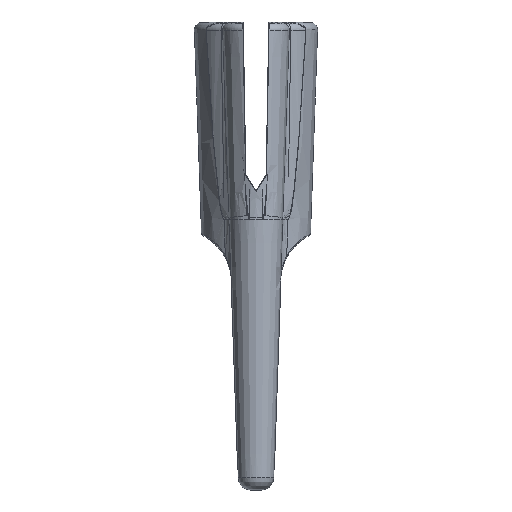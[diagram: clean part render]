
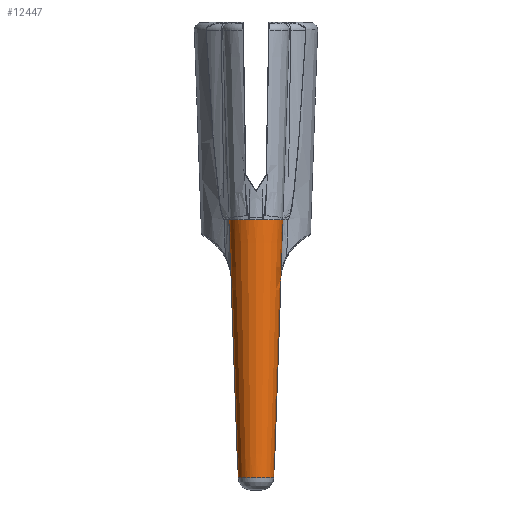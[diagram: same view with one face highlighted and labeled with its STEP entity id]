
A CAD part, left-side view. The second image highlights one B-rep face of the part: STEP entity #12447.
In plain terms, the highlighted conical face has half-angle 2 degrees and reference radius 4.064 mm.
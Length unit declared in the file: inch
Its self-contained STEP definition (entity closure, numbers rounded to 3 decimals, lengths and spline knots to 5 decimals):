
#835=LINE('',#24959,#1299);
#1015=LINE('',#34228,#1479);
#1031=LINE('',#37186,#1495);
#1032=LINE('',#37218,#1496);
#1299=VECTOR('',#14083,39.37008);
#1479=VECTOR('',#14593,39.37008);
#1495=VECTOR('',#14767,39.37008);
#1496=VECTOR('',#14768,39.37008);
#2326=FACE_OUTER_BOUND('',#3076,.T.);
#3076=EDGE_LOOP('',(#10733,#10734,#10735,#10736,#10737,#10738,#10739,#10740,
#10741,#10742));
#3784=B_SPLINE_CURVE_WITH_KNOTS('',3,(#25998,#25999,#26000,#26001,#26002,
#26003,#26004,#26005,#26006,#26007,#26008,#26009,#26010,#26011,#26012,#26013,
#26014,#26015,#26016,#26017,#26018,#26019,#26020,#26021,#26022,#26023,#26024,
#26025,#26026,#26027,#26028,#26029),.UNSPECIFIED.,.F.,.F.,(4,2,2,2,2,2,
2,2,2,2,2,2,2,2,2,4),(0.,0.02913,0.03385,
0.03575,0.03625,0.03652,0.03669,
0.0367,0.0367,0.03671,0.03688,
0.03714,0.03776,0.03953,0.04416,
0.07053),.UNSPECIFIED.);
#4095=B_SPLINE_CURVE_WITH_KNOTS('',3,(#37188,#37189,#37190,#37191,#37192,
#37193,#37194,#37195,#37196,#37197,#37198,#37199,#37200,#37201,#37202,#37203,
#37204,#37205,#37206,#37207,#37208,#37209,#37210,#37211,#37212,#37213,#37214,
#37215,#37216,#37217),.UNSPECIFIED.,.F.,.F.,(4,2,2,2,2,2,2,2,2,2,2,2,2,
2,4),(0.,0.02662,0.03123,0.03286,
0.03355,0.03381,0.03399,0.034,
0.03402,0.03411,0.03433,0.03468,
0.03663,0.0409,0.0868),.UNSPECIFIED.);
#4421=CIRCLE('',#12910,0.12863);
#4424=CIRCLE('',#12919,0.12863);
#4547=CIRCLE('',#13199,0.12863);
#4562=CIRCLE('',#13230,0.08526);
#4995=VERTEX_POINT('',#21801);
#5002=VERTEX_POINT('',#21843);
#5026=VERTEX_POINT('',#22029);
#5140=VERTEX_POINT('',#24956);
#5141=VERTEX_POINT('',#24958);
#5233=VERTEX_POINT('',#25997);
#5547=VERTEX_POINT('',#36310);
#5584=VERTEX_POINT('',#37183);
#5585=VERTEX_POINT('',#37185);
#5586=VERTEX_POINT('',#37187);
#6439=EDGE_CURVE('',#5002,#4995,#4421,.T.);
#6459=EDGE_CURVE('',#4995,#5026,#4424,.T.);
#6647=EDGE_CURVE('',#5141,#5140,#835,.T.);
#6746=EDGE_CURVE('',#5233,#5141,#3784,.T.);
#7170=EDGE_CURVE('',#5026,#5233,#1015,.T.);
#7297=EDGE_CURVE('',#5547,#5002,#4547,.T.);
#7362=EDGE_CURVE('',#5140,#5584,#4562,.T.);
#7363=EDGE_CURVE('',#5585,#5584,#1031,.T.);
#7364=EDGE_CURVE('',#5585,#5586,#4095,.T.);
#7365=EDGE_CURVE('',#5547,#5586,#1032,.T.);
#10733=ORIENTED_EDGE('',*,*,#7297,.T.);
#10734=ORIENTED_EDGE('',*,*,#6439,.T.);
#10735=ORIENTED_EDGE('',*,*,#6459,.T.);
#10736=ORIENTED_EDGE('',*,*,#7170,.T.);
#10737=ORIENTED_EDGE('',*,*,#6746,.T.);
#10738=ORIENTED_EDGE('',*,*,#6647,.T.);
#10739=ORIENTED_EDGE('',*,*,#7362,.T.);
#10740=ORIENTED_EDGE('',*,*,#7363,.F.);
#10741=ORIENTED_EDGE('',*,*,#7364,.T.);
#10742=ORIENTED_EDGE('',*,*,#7365,.F.);
#11911=CONICAL_SURFACE('',#13229,0.15999,0.035);
#12447=ADVANCED_FACE('',(#2326),#11911,.T.);
#12910=AXIS2_PLACEMENT_3D('',#21912,#13903,#13904);
#12919=AXIS2_PLACEMENT_3D('',#22040,#13927,#13928);
#13199=AXIS2_PLACEMENT_3D('',#36432,#14699,#14700);
#13229=AXIS2_PLACEMENT_3D('',#37182,#14763,#14764);
#13230=AXIS2_PLACEMENT_3D('',#37184,#14765,#14766);
#13903=DIRECTION('center_axis',(0.,0.,-1.));
#13904=DIRECTION('ref_axis',(1.,0.,0.));
#13927=DIRECTION('center_axis',(0.,0.,-1.));
#13928=DIRECTION('ref_axis',(1.,0.,0.));
#14083=DIRECTION('',(0.,-0.035,-0.999));
#14593=DIRECTION('',(0.,-0.035,-0.999));
#14699=DIRECTION('center_axis',(0.,0.,-1.));
#14700=DIRECTION('ref_axis',(1.,0.,0.));
#14763=DIRECTION('center_axis',(0.,0.,1.));
#14764=DIRECTION('ref_axis',(-1.,0.,0.));
#14765=DIRECTION('center_axis',(0.,0.,
1.));
#14766=DIRECTION('ref_axis',(1.,0.,0.));
#14767=DIRECTION('',(0.,0.035,-0.999));
#14768=DIRECTION('',(0.,0.035,-0.999));
#21801=CARTESIAN_POINT('',(-0.37493,0.03065,1.25));
#21843=CARTESIAN_POINT('',(-0.37493,-0.03065,1.25));
#21912=CARTESIAN_POINT('Origin',(-0.25,0.,1.25));
#22029=CARTESIAN_POINT('',(-0.25,0.12863,1.25));
#22040=CARTESIAN_POINT('Origin',(-0.25,0.,1.25));
#24956=CARTESIAN_POINT('',(-0.25,0.08526,0.00791));
#24958=CARTESIAN_POINT('',(-0.25,0.11813,0.94931));
#24959=CARTESIAN_POINT('',(-0.25,0.15999,2.148));
#25997=CARTESIAN_POINT('',(-0.25,0.11875,0.96699));
#25998=CARTESIAN_POINT('Ctrl Pts',(-0.25,0.11875,
0.96699));
#25999=CARTESIAN_POINT('Ctrl Pts',(-0.25,0.11862,
0.96317));
#26000=CARTESIAN_POINT('Ctrl Pts',(-0.24962,0.11854,
0.96099));
#26001=CARTESIAN_POINT('Ctrl Pts',(-0.24941,0.11847,
0.95908));
#26002=CARTESIAN_POINT('Ctrl Pts',(-0.24938,0.11846,
0.95879));
#26003=CARTESIAN_POINT('Ctrl Pts',(-0.24936,0.11845,
0.9584));
#26004=CARTESIAN_POINT('Ctrl Pts',(-0.24935,0.11845,
0.95829));
#26005=CARTESIAN_POINT('Ctrl Pts',(-0.24935,0.11844,
0.95815));
#26006=CARTESIAN_POINT('Ctrl Pts',(-0.24935,0.11844,
0.95812));
#26007=CARTESIAN_POINT('Ctrl Pts',(-0.24935,0.11844,
0.95807));
#26008=CARTESIAN_POINT('Ctrl Pts',(-0.24935,0.11844,
0.95806));
#26009=CARTESIAN_POINT('Ctrl Pts',(-0.24935,0.11844,
0.95803));
#26010=CARTESIAN_POINT('Ctrl Pts',(-0.24935,0.11844,
0.95802));
#26011=CARTESIAN_POINT('Ctrl Pts',(-0.24935,0.11844,
0.95801));
#26012=CARTESIAN_POINT('Ctrl Pts',(-0.24935,0.11844,
0.95801));
#26013=CARTESIAN_POINT('Ctrl Pts',(-0.24935,0.11844,
0.95801));
#26014=CARTESIAN_POINT('Ctrl Pts',(-0.24935,0.11844,
0.95801));
#26015=CARTESIAN_POINT('Ctrl Pts',(-0.24935,0.11844,
0.95801));
#26016=CARTESIAN_POINT('Ctrl Pts',(-0.24935,0.11844,
0.95801));
#26017=CARTESIAN_POINT('Ctrl Pts',(-0.24935,0.11844,
0.958));
#26018=CARTESIAN_POINT('Ctrl Pts',(-0.24935,0.11844,0.95799));
#26019=CARTESIAN_POINT('Ctrl Pts',(-0.24935,0.11843,
0.95796));
#26020=CARTESIAN_POINT('Ctrl Pts',(-0.24935,0.11843,
0.95795));
#26021=CARTESIAN_POINT('Ctrl Pts',(-0.24935,0.11843,
0.95789));
#26022=CARTESIAN_POINT('Ctrl Pts',(-0.24935,0.11843,
0.95786));
#26023=CARTESIAN_POINT('Ctrl Pts',(-0.24935,0.11843,
0.95772));
#26024=CARTESIAN_POINT('Ctrl Pts',(-0.24936,0.11842,
0.95761));
#26025=CARTESIAN_POINT('Ctrl Pts',(-0.24938,0.11841,
0.95724));
#26026=CARTESIAN_POINT('Ctrl Pts',(-0.24941,0.1184,
0.95695));
#26027=CARTESIAN_POINT('Ctrl Pts',(-0.24961,0.11834,
0.95519));
#26028=CARTESIAN_POINT('Ctrl Pts',(-0.24999,0.11825,
0.95276));
#26029=CARTESIAN_POINT('Ctrl Pts',(-0.25,0.11813,
0.94931));
#34228=CARTESIAN_POINT('',(-0.25,0.15999,2.148));
#36310=CARTESIAN_POINT('',(-0.25,-0.12863,1.25));
#36432=CARTESIAN_POINT('Origin',(-0.25,0.,1.25));
#37182=CARTESIAN_POINT('Origin',(-0.25,0.,2.148));
#37183=CARTESIAN_POINT('',(-0.25,-0.08526,0.00791));
#37184=CARTESIAN_POINT('Origin',(-0.25,0.,0.00791));
#37185=CARTESIAN_POINT('',(-0.25,-0.11813,0.94931));
#37186=CARTESIAN_POINT('',(-0.25,-0.15999,2.148));
#37187=CARTESIAN_POINT('',(-0.25,-0.11875,0.96699));
#37188=CARTESIAN_POINT('Ctrl Pts',(-0.25,-0.11813,
0.94931));
#37189=CARTESIAN_POINT('Ctrl Pts',(-0.24999,-0.11826,
0.9528));
#37190=CARTESIAN_POINT('Ctrl Pts',(-0.2496,-0.11834,
0.95523));
#37191=CARTESIAN_POINT('Ctrl Pts',(-0.2494,-0.1184,
0.95697));
#37192=CARTESIAN_POINT('Ctrl Pts',(-0.24937,-0.11841,
0.95725));
#37193=CARTESIAN_POINT('Ctrl Pts',(-0.24935,-0.11842,
0.95762));
#37194=CARTESIAN_POINT('Ctrl Pts',(-0.24934,-0.11843,
0.95771));
#37195=CARTESIAN_POINT('Ctrl Pts',(-0.24934,-0.11843,
0.95785));
#37196=CARTESIAN_POINT('Ctrl Pts',(-0.24934,-0.11843,
0.95789));
#37197=CARTESIAN_POINT('Ctrl Pts',(-0.24934,-0.11843,
0.95794));
#37198=CARTESIAN_POINT('Ctrl Pts',(-0.24934,-0.11843,
0.95796));
#37199=CARTESIAN_POINT('Ctrl Pts',(-0.24934,-0.11844,
0.95798));
#37200=CARTESIAN_POINT('Ctrl Pts',(-0.24934,-0.11844,
0.95799));
#37201=CARTESIAN_POINT('Ctrl Pts',(-0.24934,-0.11844,
0.958));
#37202=CARTESIAN_POINT('Ctrl Pts',(-0.24934,-0.11844,
0.958));
#37203=CARTESIAN_POINT('Ctrl Pts',(-0.24934,-0.11844,
0.95801));
#37204=CARTESIAN_POINT('Ctrl Pts',(-0.24934,-0.11844,
0.95801));
#37205=CARTESIAN_POINT('Ctrl Pts',(-0.24934,-0.11844,
0.95801));
#37206=CARTESIAN_POINT('Ctrl Pts',(-0.24934,-0.11844,
0.95802));
#37207=CARTESIAN_POINT('Ctrl Pts',(-0.24934,-0.11844,
0.95804));
#37208=CARTESIAN_POINT('Ctrl Pts',(-0.24934,-0.11844,
0.95805));
#37209=CARTESIAN_POINT('Ctrl Pts',(-0.24934,-0.11844,
0.95808));
#37210=CARTESIAN_POINT('Ctrl Pts',(-0.24934,-0.11844,
0.9581));
#37211=CARTESIAN_POINT('Ctrl Pts',(-0.24934,-0.11844,
0.95824));
#37212=CARTESIAN_POINT('Ctrl Pts',(-0.24934,-0.11845,
0.95835));
#37213=CARTESIAN_POINT('Ctrl Pts',(-0.24936,-0.11846,
0.95871));
#37214=CARTESIAN_POINT('Ctrl Pts',(-0.24939,-0.11847,
0.95897));
#37215=CARTESIAN_POINT('Ctrl Pts',(-0.2497,-0.11857,
0.9618));
#37216=CARTESIAN_POINT('Ctrl Pts',(-0.25,-0.11866,
0.96439));
#37217=CARTESIAN_POINT('Ctrl Pts',(-0.25,-0.11875,
0.96699));
#37218=CARTESIAN_POINT('',(-0.25,-0.15999,2.148));
